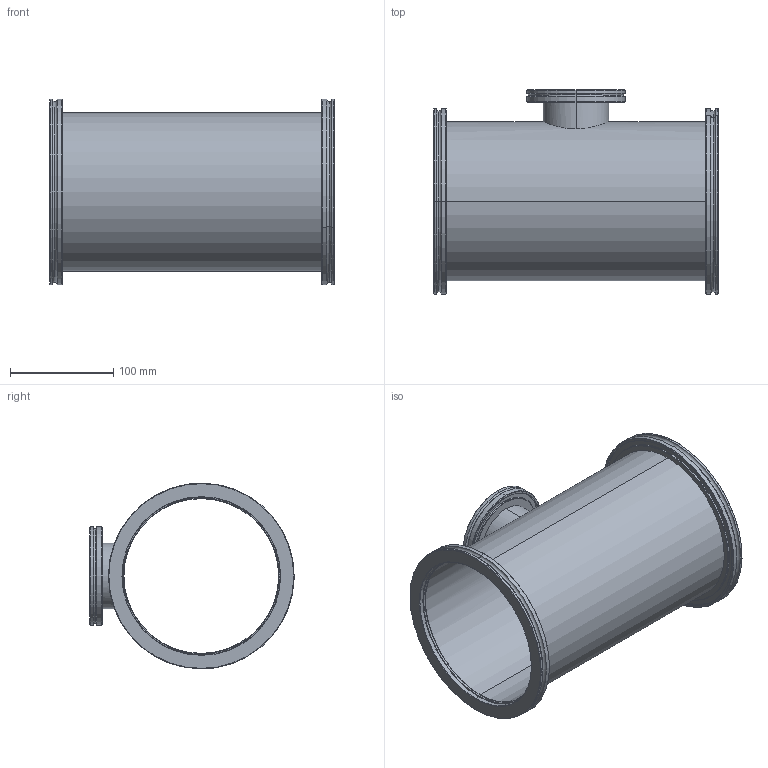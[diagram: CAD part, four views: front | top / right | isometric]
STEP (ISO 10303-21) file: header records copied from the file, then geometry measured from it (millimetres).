
FILE_DESCRIPTION (( 'STEP AP214' ), '1' );
FILE_NAME ('Hositrad_ISO160-63TR.STEP', '2017-06-07T07:33:00', ( 'Gebruiker' ), ( '' ), 'SwSTEP 2.0', 'SolidWorks 2017', '' );
FILE_SCHEMA (( 'AUTOMOTIVE_DESIGN' ));
Length unit declared in the file: millimetre
Products named in the file (4): ISO-K-Weld-All_ISO63-64; ISO-K-Weld-All_ISO160-154; ISO-K_Reducing-Tee_All_ISO160-63TR; Hositrad_ISO160-63TR
Assembly tree (4 placements, depth 2):
  Hositrad_ISO160-63TR
    ISO-K_Reducing-Tee_All_ISO160-63TR
    ISO-K-Weld-All_ISO63-64
    ISO-K-Weld-All_ISO160-154  x2
Bounding box: 276 x 198 x 180 mm (x, y, z)
Volume: 442457.9 mm3; surface area: 335604.1 mm2
Topology: 4 solids, 4 shells, 113 faces, 228 edges, 136 vertices
Faces by surface type: cylinder 50, cone 30, plane 21, torus 12
Entity records: 2500 total; most frequent: CARTESIAN_POINT 594, DIRECTION 428, ORIENTED_EDGE 320, AXIS2_PLACEMENT_3D 186, EDGE_CURVE 160, CIRCLE 100, VERTEX_POINT 96, EDGE_LOOP 96
